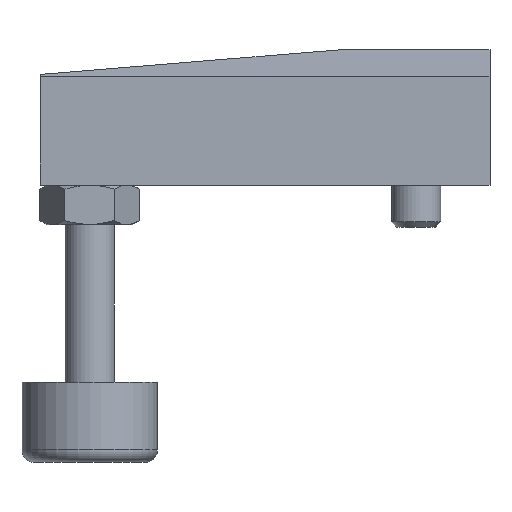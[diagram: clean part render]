
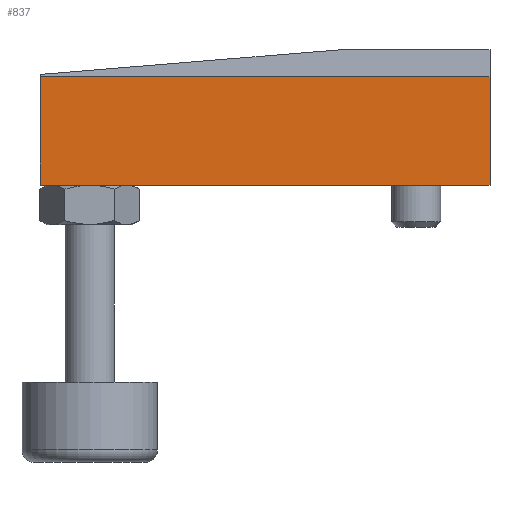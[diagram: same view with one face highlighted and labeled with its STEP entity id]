
A CAD part, top view. The second image highlights one B-rep face of the part: STEP entity #837.
In plain terms, the highlighted face is planar.
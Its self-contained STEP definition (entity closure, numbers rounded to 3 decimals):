
#135=LINE('',#1340,#180);
#140=LINE('',#1351,#185);
#145=LINE('',#1362,#190);
#146=LINE('',#1363,#191);
#180=VECTOR('',#1071,1000.);
#185=VECTOR('',#1078,1000.);
#190=VECTOR('',#1089,1000.);
#191=VECTOR('',#1090,1000.);
#240=ORIENTED_EDGE('',*,*,#439,.T.);
#241=ORIENTED_EDGE('',*,*,#445,.T.);
#242=ORIENTED_EDGE('',*,*,#434,.T.);
#243=ORIENTED_EDGE('',*,*,#446,.T.);
#434=EDGE_CURVE('',#538,#537,#135,.T.);
#439=EDGE_CURVE('',#543,#542,#140,.T.);
#445=EDGE_CURVE('',#542,#538,#145,.T.);
#446=EDGE_CURVE('',#537,#543,#146,.T.);
#537=VERTEX_POINT('',#1339);
#538=VERTEX_POINT('',#1341);
#542=VERTEX_POINT('',#1350);
#543=VERTEX_POINT('',#1352);
#611=EDGE_LOOP('',(#240,#241,#242,#243));
#706=FACE_BOUND('',#611,.T.);
#800=PLANE('',#953);
#837=ADVANCED_FACE('',(#706),#800,.T.);
#953=AXIS2_PLACEMENT_3D('',#1361,#1087,#1088);
#1071=DIRECTION('',(0.,-1.,0.));
#1078=DIRECTION('',(0.,1.,0.));
#1087=DIRECTION('',(1.,0.,0.));
#1088=DIRECTION('',(0.,0.,-1.));
#1089=DIRECTION('',(0.,0.,1.));
#1090=DIRECTION('',(0.,0.,-1.));
#1339=CARTESIAN_POINT('',(5.5,0.,30.5));
#1340=CARTESIAN_POINT('',(5.5,8.986,30.5));
#1341=CARTESIAN_POINT('',(5.5,8.8,30.5));
#1350=CARTESIAN_POINT('',(5.5,8.8,-6.));
#1351=CARTESIAN_POINT('',(5.5,0.,-6.));
#1352=CARTESIAN_POINT('',(5.5,0.,-6.));
#1361=CARTESIAN_POINT('',(5.5,0.,0.));
#1362=CARTESIAN_POINT('',(5.5,8.8,0.));
#1363=CARTESIAN_POINT('',(5.5,0.,30.5));
